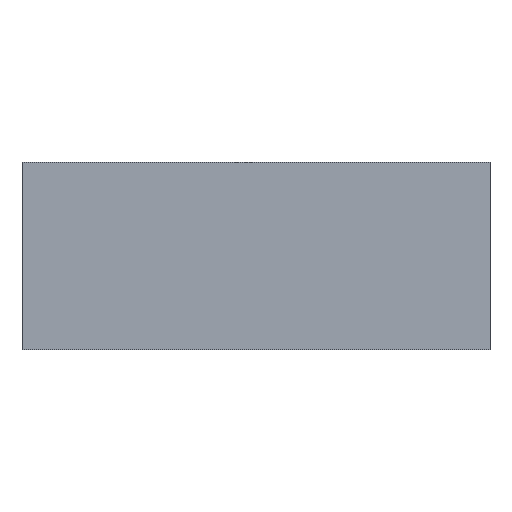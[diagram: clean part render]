
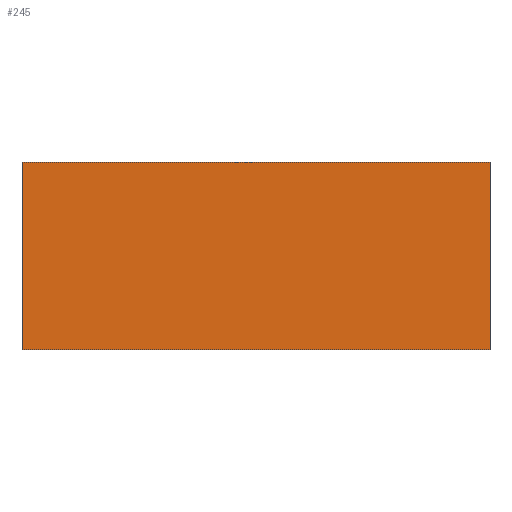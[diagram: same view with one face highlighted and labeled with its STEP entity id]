
A CAD part, top view. The second image highlights one B-rep face of the part: STEP entity #245.
In plain terms, the highlighted planar face has unit normal (0, 0, 1).
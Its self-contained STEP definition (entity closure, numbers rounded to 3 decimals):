
#225=AXIS2_PLACEMENT_3D('Plane Axis2P3D',#222,#223,#224) ;
#169=CARTESIAN_POINT('Vertex',(15.,0.,7.)) ;
#172=CARTESIAN_POINT('Line Origine',(7.5,0.,7.)) ;
#176=CARTESIAN_POINT('Vertex',(0.,0.,7.)) ;
#203=CARTESIAN_POINT('Line Origine',(0.,3.,7.)) ;
#207=CARTESIAN_POINT('Vertex',(0.,6.,7.)) ;
#222=CARTESIAN_POINT('Axis2P3D Location',(7.5,3.,7.)) ;
#227=CARTESIAN_POINT('Line Origine',(15.,3.,7.)) ;
#231=CARTESIAN_POINT('Vertex',(15.,6.,7.)) ;
#234=CARTESIAN_POINT('Line Origine',(7.5,6.,7.)) ;
#173=DIRECTION('Vector Direction',(1.,0.,0.)) ;
#204=DIRECTION('Vector Direction',(0.,1.,0.)) ;
#223=DIRECTION('Axis2P3D Direction',(0.,0.,1.)) ;
#224=DIRECTION('Axis2P3D XDirection',(0.,1.,0.)) ;
#228=DIRECTION('Vector Direction',(0.,-1.,0.)) ;
#235=DIRECTION('Vector Direction',(-1.,0.,0.)) ;
#174=VECTOR('Line Direction',#173,1.) ;
#205=VECTOR('Line Direction',#204,1.) ;
#229=VECTOR('Line Direction',#228,1.) ;
#236=VECTOR('Line Direction',#235,1.) ;
#240=ORIENTED_EDGE('',*,*,#178,.T.) ;
#241=ORIENTED_EDGE('',*,*,#233,.T.) ;
#242=ORIENTED_EDGE('',*,*,#238,.T.) ;
#243=ORIENTED_EDGE('',*,*,#209,.T.) ;
#245=ADVANCED_FACE('S3D - gedreht',(#244),#226,.T.) ;
#178=EDGE_CURVE('',#177,#170,#175,.T.) ;
#209=EDGE_CURVE('',#208,#177,#206,.F.) ;
#233=EDGE_CURVE('',#170,#232,#230,.F.) ;
#238=EDGE_CURVE('',#232,#208,#237,.T.) ;
#239=EDGE_LOOP('',(#240,#241,#242,#243)) ;
#244=FACE_OUTER_BOUND('',#239,.T.) ;
#175=LINE('Line',#172,#174) ;
#206=LINE('Line',#203,#205) ;
#230=LINE('Line',#227,#229) ;
#237=LINE('Line',#234,#236) ;
#226=PLANE('',#225) ;
#170=VERTEX_POINT('',#169) ;
#177=VERTEX_POINT('',#176) ;
#208=VERTEX_POINT('',#207) ;
#232=VERTEX_POINT('',#231) ;
